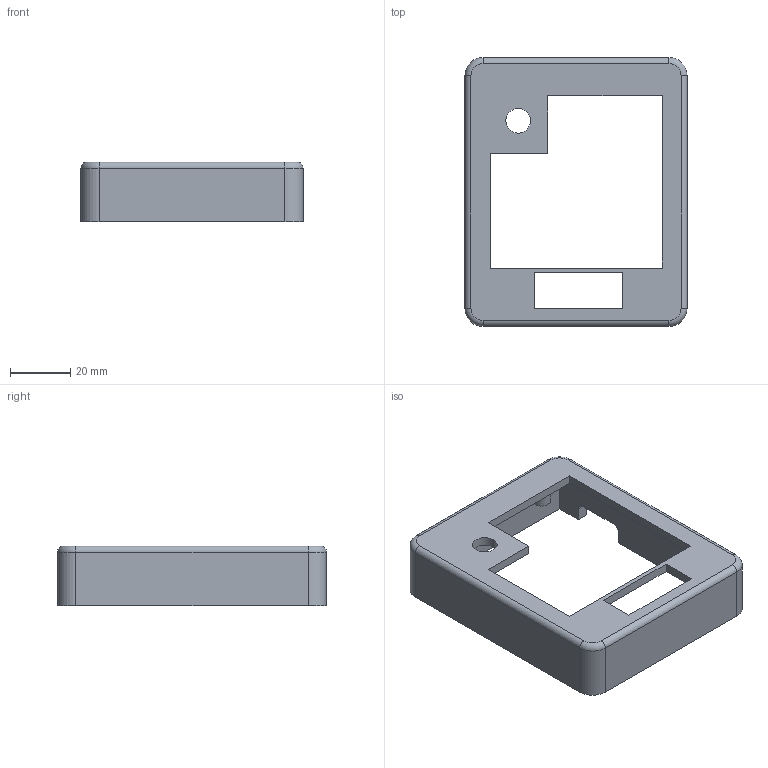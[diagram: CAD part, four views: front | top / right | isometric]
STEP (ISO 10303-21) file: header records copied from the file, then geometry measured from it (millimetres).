
FILE_DESCRIPTION(/* description */ (''),/* implementation_level */ '2;1');
FILE_NAME(/* name */ 'case upper.step',/* time_stamp */ '2025-06-26T00:28:53+08:00',/* author */ (''),/* organization */ (''),/* preprocessor_version */ 'ST-DEVELOPER v20.1',/* originating_system */ 'Autodesk Translation Framework v14.10.0.0',/* authorisation */ '');
FILE_SCHEMA (('AUTOMOTIVE_DESIGN { 1 0 10303 214 3 1 1 }'));
Length unit declared in the file: millimetre
Products named in the file (1): 2025-06-26-00-28-53-528
Bounding box: 73.75 x 89.25 x 19.9 mm (x, y, z)
Volume: 29582.7 mm3; surface area: 18815.4 mm2
Topology: 1 solids, 1 shells, 55 faces, 127 edges, 82 vertices
Faces by surface type: plane 32, cylinder 19, torus 4
Full cylindrical faces by diameter (mm): 4.7 x4, 6 x4, 8.2 x1
Entity records: 1604 total; most frequent: DIRECTION 281, CARTESIAN_POINT 265, ORIENTED_EDGE 254, EDGE_CURVE 127, AXIS2_PLACEMENT_3D 98, LINE 85, VECTOR 85, VERTEX_POINT 82
